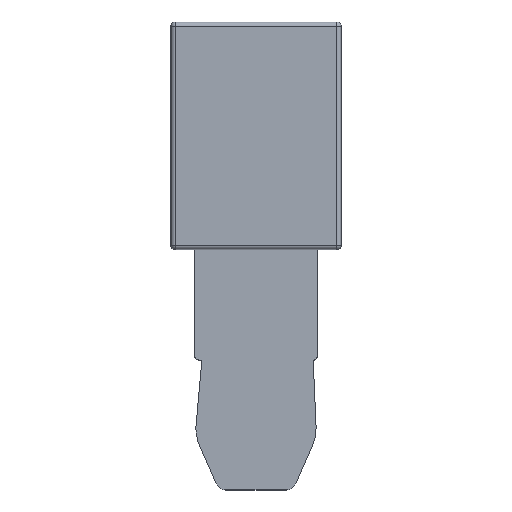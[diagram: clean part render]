
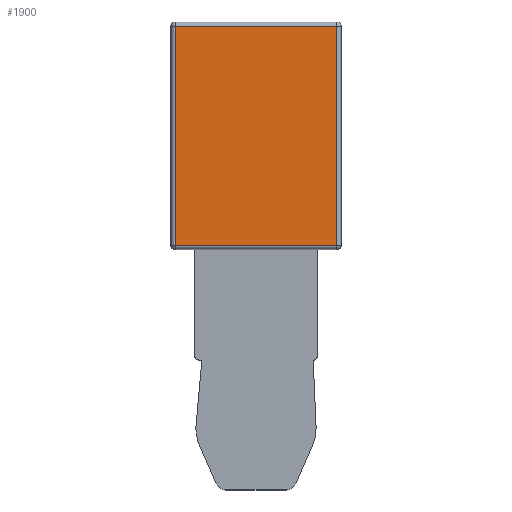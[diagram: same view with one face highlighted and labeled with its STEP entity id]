
A CAD part, top view. The second image highlights one B-rep face of the part: STEP entity #1900.
In plain terms, the highlighted planar face has unit normal (0, 0, 1).
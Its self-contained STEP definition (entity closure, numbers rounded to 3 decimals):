
#105=DIRECTION('',(0.,1.,0.));
#106=VECTOR('',#105,10.3);
#107=CARTESIAN_POINT('',(-3.8,1.504,2.));
#108=LINE('',#107,#106);
#128=DIRECTION('',(1.,0.,0.));
#129=VECTOR('',#128,7.6);
#130=CARTESIAN_POINT('',(-3.8,11.804,2.));
#131=LINE('',#130,#129);
#312=DIRECTION('',(0.,-1.,0.));
#313=VECTOR('',#312,10.3);
#314=CARTESIAN_POINT('',(3.8,11.804,2.));
#315=LINE('',#314,#313);
#400=DIRECTION('',(-1.,0.,0.));
#401=VECTOR('',#400,7.6);
#402=CARTESIAN_POINT('',(3.8,1.504,2.));
#403=LINE('',#402,#401);
#1127=CARTESIAN_POINT('',(3.8,1.504,2.));
#1129=VERTEX_POINT('',#1127);
#1145=CARTESIAN_POINT('',(-3.8,11.804,2.));
#1146=CARTESIAN_POINT('',(3.8,11.804,2.));
#1147=VERTEX_POINT('',#1145);
#1148=VERTEX_POINT('',#1146);
#1211=CARTESIAN_POINT('',(-3.8,1.504,2.));
#1212=VERTEX_POINT('',#1211);
#1889=CARTESIAN_POINT('',(1.414,-9.496,2.));
#1890=DIRECTION('',(0.,0.,1.));
#1891=DIRECTION('',(1.,0.,0.));
#1892=AXIS2_PLACEMENT_3D('',#1889,#1890,#1891);
#1893=PLANE('',#1892);
#1894=ORIENTED_EDGE('',*,*,#1466,.T.);
#1895=ORIENTED_EDGE('',*,*,#1771,.T.);
#1896=ORIENTED_EDGE('',*,*,#1881,.T.);
#1897=ORIENTED_EDGE('',*,*,#1439,.T.);
#1898=EDGE_LOOP('',(#1894,#1895,#1896,#1897));
#1899=FACE_OUTER_BOUND('',#1898,.F.);
#1900=ADVANCED_FACE('',(#1899),#1893,.T.);
#1439=EDGE_CURVE('',#1212,#1147,#108,.T.);
#1466=EDGE_CURVE('',#1147,#1148,#131,.T.);
#1771=EDGE_CURVE('',#1148,#1129,#315,.T.);
#1881=EDGE_CURVE('',#1129,#1212,#403,.T.);
